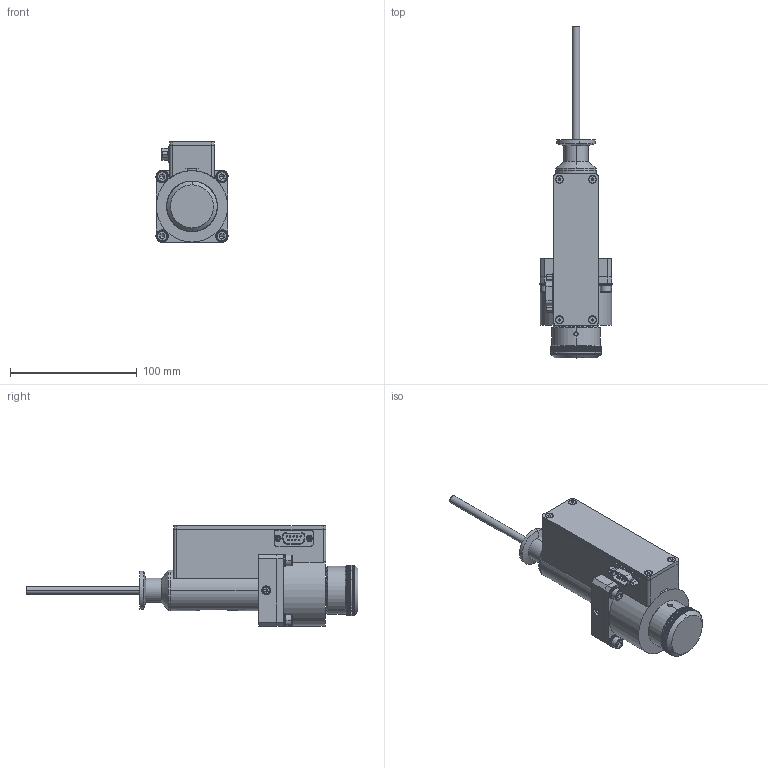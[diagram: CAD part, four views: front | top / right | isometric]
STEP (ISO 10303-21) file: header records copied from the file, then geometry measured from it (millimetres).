
FILE_DESCRIPTION (( 'STEP AP214' ), '1' );
FILE_NAME ('612-CLD25-SM-LS-K16.STEP', '2019-10-09T06:36:29', ( 'allectra' ), ( 'Microsoft' ), 'SwSTEP 2.0', 'SolidWorks 2014', '' );
FILE_SCHEMA (( 'AUTOMOTIVE_DESIGN' ));
Length unit declared in the file: millimetre
Products named in the file (47): Washer DIN 125 - A 2.2_Washer DIN 125 - A 2.2; 9612-CLD-SM-14D; Scheibe DIN 125_Washer DIN 125 - A 4.3; 9612-CLD-SM-15-X_9612-CLD-SM-20A-25; 9612-LS100-01; DIN 7991 - M3 x 8 --- 8N_DIN 7991 - M3 x 8 --- 8N; 9612-CLD-17; 612-CLDX-SM-X_612-CLDX-SM-K40; ISO 1207 - M2 x 14 --- 14N_ISO 1207 - M2 x 14 --- 14N; 9612-CLD-SM-11A; Washer DIN 125 - A 5.3_Washer DIN 125 - A 5.3; ISO 1207 - M2 x 12 --- 12N_ISO 1207 - M2 x 12 --- 12N; 906-XFM-X-X_906-XFM-06-10; 9612-CLD-LS-ACT-V2; 9612-CLD-09C-X_25mm KF,ISO-K; Spring washer DIN 128 - A5_Spring washer DIN 128 - A5; 9612-CLD-LS-HP_9612-CLD-LS-HP; 9612-CLD-21-W-X_Expand-Varia25; DIN 914 - M4 x 12-N_DIN 914 - M4 x 12-N; 9612-LSX-LID_9612-LS25-LID; 9612-CLD-8B; DIN 912 M5 x 20 --- 20N_DIN 912 M5 x 20 --- 20N; 9211-CON-D09M-INSERT; 9453-EWB-14-26-X_9453-EWB-14-26-25; 9612-CLD-LS-MB_9612-CLD-LS-MB; 9453-EWB-14-26_expand.; DIN 6797-J3.2_DIN 6797-J3.2; 9363-SWITCH-CLD; 9612-LD-3B; DIN 912 M3 x 12 --- 12N_DIN 912 M3 x 12 --- 12N; 211-HSG-BOLTNUT_211-HSG-boltnut; Regular LW 0.112_Regular LW 0.112; 612-CLD25-SM-LS-K16; Hexagon Nut ISO 4032 - M6 - D - N_Hexagon Nut ISO 4032 - M6 - D - N; Selected Narrow FW 0.094_Selected Narrow FW 0.094; DIN 912 M2.5 x 8 --- 8N_DIN 912 M2.5 x 8 --- 8N; 9211-HSG-BOLTNUT-NUT; 9211-BOLTNUT_flexibel; 9612-LD-KFB_DN16 KF; 9612-LSX-HSG_9612-LS25-HSG ...
Assembly tree (126 placements, depth 5):
  612-CLD25-SM-LS-K16
    612-CLDX-SM-X_612-CLDX-SM-K40
      9612-CLD-21-W-X_Expand-Varia25
        9612-LD-3B
        9453-EWB-14-26-X_9453-EWB-14-26-25
          9453-EWB-14-26_expand.  x40
        9612-CLD-8B
      9612-CLD-09C-X_25mm KF,ISO-K
      906-XFM-X-X_906-XFM-06-10
      9612-CLD-SM-11A
      9612-CLD-17  x2
      9612-CLD-SM-15-X_9612-CLD-SM-20A-25
      9612-CLD-SM-14D
      9612-CLD-SM-13-X_9612-CLD-SM-13-25
      9612-LD-MOTOR56
      9612-CLD-SM-19A
      9612-LD-KFB_DN16 KF
      DIN 912 M2.5 x 8 --- 8N_DIN 912 M2.5 x 8 --- 8N  x2
      Hexagon Nut ISO 4032 - M6 - D - N_Hexagon Nut ISO 4032 - M6 - D - N
      DIN 912 M3 x 12 --- 12N_DIN 912 M3 x 12 --- 12N  x4
      DIN 6797-J3.2_DIN 6797-J3.2  x4
      DIN 912 M5 x 20 --- 20N_DIN 912 M5 x 20 --- 20N  x4
      DIN 914 - M4 x 12-N_DIN 914 - M4 x 12-N
      Spring washer DIN 128 - A5_Spring washer DIN 128 - A5  x4
      Washer DIN 125 - A 5.3_Washer DIN 125 - A 5.3  x4
    9612-LS100-01
    Scheibe DIN 125_Washer DIN 125 - A 4.3  x2
    Federscheibe DIN 128_Spring washer DIN 128 - A4  x2
    Zylinderschraube ISO 1207_ISO 1207 - M4 x 16 --- 16N  x2
    612-LSX_612-LS25
      9612-LSX-HSG_9612-LS25-HSG
      211-HSG-BOLTNUT_211-HSG-boltnut  x2
        9211-BOLTNUT_flexibel
        9211-HSG-BOLTNUT-NUT
        Selected Narrow FW 0.094_Selected Narrow FW 0.094
        Regular LW 0.112_Regular LW 0.112
      9363-SWITCH-CLD  x2
      9612-CLD-LS-MB_9612-CLD-LS-MB  x2
      9211-CON-D09M-INSERT
      9612-LSX-LID_9612-LS25-LID
      9612-CLD-LS-HP_9612-CLD-LS-HP  x2
      9612-CLD-LS-ACT-V2
      ISO 1207 - M2 x 12 --- 12N_ISO 1207 - M2 x 12 --- 12N  x4
      ISO 1207 - M2 x 14 --- 14N_ISO 1207 - M2 x 14 --- 14N  x2
      DIN 7991 - M3 x 8 --- 8N_DIN 7991 - M3 x 8 --- 8N  x4
      Washer DIN 125 - A 2.2_Washer DIN 125 - A 2.2  x6
      Spring washer DIN 128 - A2_Spring washer DIN 128 - A2  x6
Bounding box: 57.08 x 262.29 x 79.74 mm (x, y, z)
Volume: 268463.5 mm3; surface area: 148092.1 mm2
Topology: 132 solids, 132 shells, 3412 faces, 8014 edges, 4856 vertices
Faces by surface type: plane 1752, cylinder 1085, cone 340, torus 123, bspline 112
Entity records: 91215 total; most frequent: CARTESIAN_POINT 29706, DIRECTION 11872, ORIENTED_EDGE 11320, EDGE_CURVE 5660, AXIS2_PLACEMENT_3D 4341, VERTEX_POINT 3490, VECTOR 3190, LINE 3190
